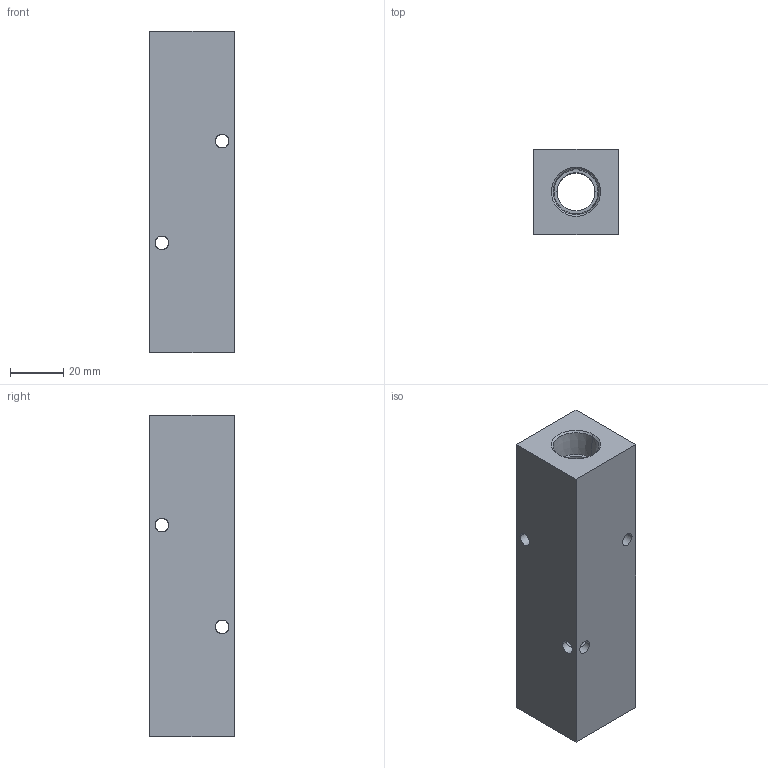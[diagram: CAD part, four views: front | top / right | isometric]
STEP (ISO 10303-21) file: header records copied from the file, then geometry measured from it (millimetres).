
FILE_DESCRIPTION (( 'STEP AP203' ), '1' );
FILE_NAME ('MRA-3DC-W.step', '2015-12-02T21:08:12', ( '' ), ( '' ), 'SwSTEP 2.0', 'SolidWorks 2015', '' );
FILE_SCHEMA (( 'CONFIG_CONTROL_DESIGN' ));
Length unit declared in the file: inch
Products named in the file (1): MRA-3DC-W
Bounding box: 31.75 x 31.75 x 120.65 mm (x, y, z)
Volume: 94525 mm3; surface area: 24651.3 mm2
Topology: 1 solids, 1 shells, 58 faces, 152 edges, 94 vertices
Faces by surface type: cylinder 24, cone 20, plane 14
Entity records: 2149 total; most frequent: CARTESIAN_POINT 643, ORIENTED_EDGE 304, DIRECTION 292, EDGE_CURVE 152, AXIS2_PLACEMENT_3D 115, VERTEX_POINT 94, EDGE_LOOP 76, VECTOR 62
